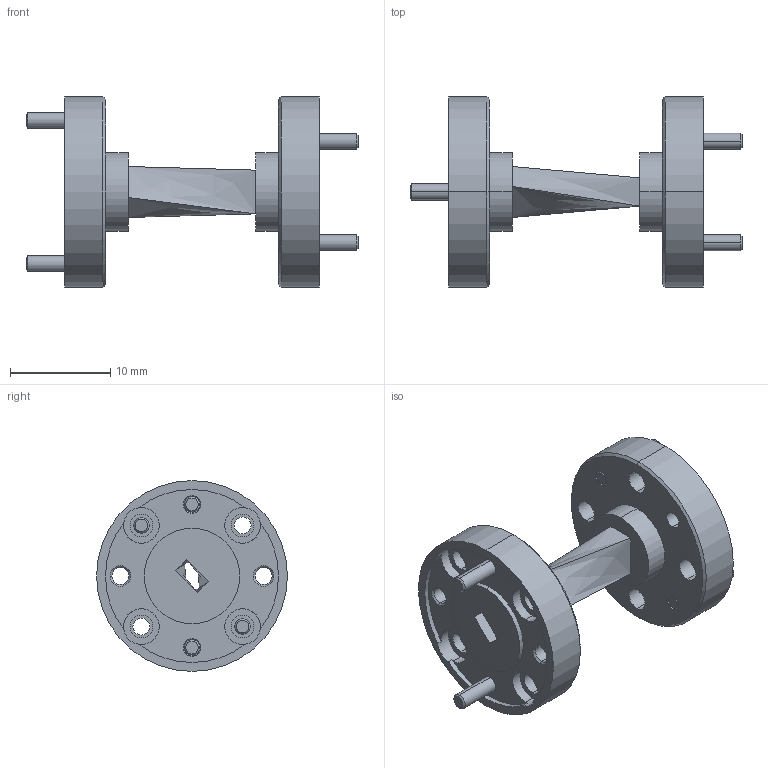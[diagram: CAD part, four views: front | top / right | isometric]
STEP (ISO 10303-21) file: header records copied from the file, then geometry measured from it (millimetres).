
FILE_DESCRIPTION (( 'STEP AP214' ), '1' );
FILE_NAME ('WB-TE-5R-1.0-A, Defeatured.STEP', '2025-02-04T19:14:19', ( '' ), ( '' ), 'SwSTEP 2.0', 'SolidWorks 2021', '' );
FILE_SCHEMA (( 'AUTOMOTIVE_DESIGN' ));
Length unit declared in the file: inch
Products named in the file (1): WB-TE-5R-1.0-A, Defeatured
Bounding box: 33.15 x 19.05 x 19.05 mm (x, y, z)
Volume: 2233.3 mm3; surface area: 2628 mm2
Topology: 5 solids, 5 shells, 155 faces, 367 edges, 230 vertices
Faces by surface type: cylinder 77, cone 36, plane 34, bspline 8
Entity records: 6746 total; most frequent: DIRECTION 869, CARTESIAN_POINT 841, ORIENTED_EDGE 734, EDGE_CURVE 367, AXIS2_PLACEMENT_3D 354, VERTEX_POINT 230, CIRCLE 206, EDGE_LOOP 197
